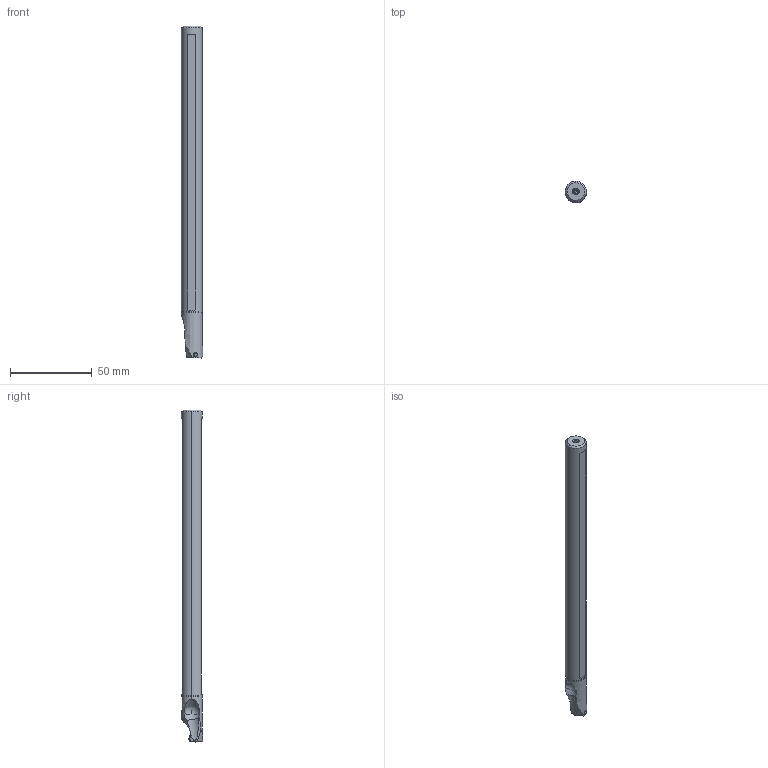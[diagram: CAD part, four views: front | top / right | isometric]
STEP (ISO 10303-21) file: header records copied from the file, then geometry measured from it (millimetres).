
FILE_DESCRIPTION(/* description */ (''),/* implementation_level */ '2;1');
FILE_NAME(/* name */ 'S-FSTUPL-081_8-C.stp',/* time_stamp */ '2021-11-11T11:27:09+09:00',/* author */ (''),/* organization */ (''),/* preprocessor_version */ 'ST-DEVELOPER v16',/* originating_system */ 'SIEMENS PLM Software NX 10.0',/* authorisation */ '');
FILE_SCHEMA (('AUTOMOTIVE_DESIGN { 1 0 10303 214 3 1 1 1 }'));
Length unit declared in the file: millimetre
Products named in the file (1): S-FSTUPL-081_8-C_ASM
Bounding box: 12.97 x 13.11 x 202.72 mm (x, y, z)
Volume: 22553.6 mm3; surface area: 10017 mm2
Topology: 2 solids, 2 shells, 105 faces, 283 edges, 183 vertices
Faces by surface type: cylinder 38, plane 33, cone 18, torus 10, sphere 6
Entity records: 4232 total; most frequent: CARTESIAN_POINT 1567, ORIENTED_EDGE 558, DIRECTION 527, EDGE_CURVE 279, AXIS2_PLACEMENT_3D 215, VERTEX_POINT 180, EDGE_LOOP 111, ADVANCED_FACE 105
